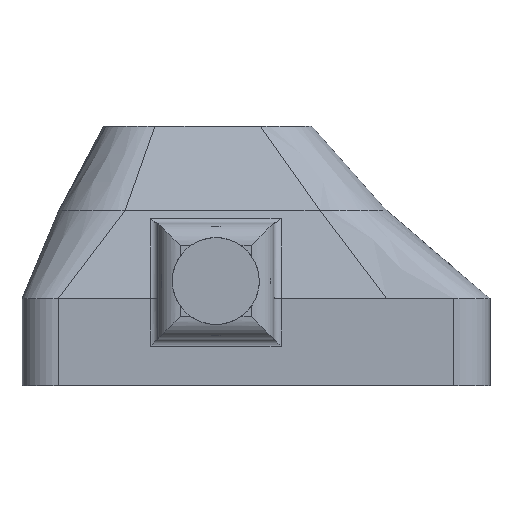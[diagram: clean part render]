
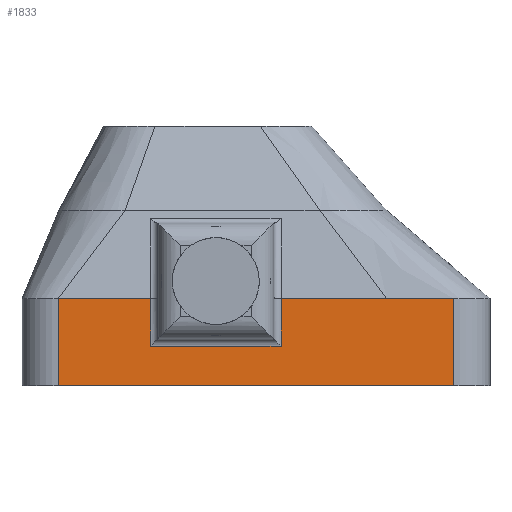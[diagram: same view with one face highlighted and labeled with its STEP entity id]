
A CAD part, front view. The second image highlights one B-rep face of the part: STEP entity #1833.
In plain terms, the highlighted planar face has unit normal (0, -1, 0).
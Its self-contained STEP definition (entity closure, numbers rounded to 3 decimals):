
#174=FACE_OUTER_BOUND('',#277,.T.);
#277=EDGE_LOOP('',(#1471,#1472,#1473,#1474,#1475,#1476,#1477,#1478,#1479));
#372=LINE('',#2599,#580);
#373=LINE('',#2604,#581);
#382=LINE('',#2653,#590);
#383=LINE('',#2656,#591);
#387=LINE('',#2663,#595);
#393=LINE('',#2678,#601);
#421=LINE('',#3153,#629);
#466=LINE('',#3448,#674);
#467=LINE('',#3449,#675);
#580=VECTOR('',#2106,10.);
#581=VECTOR('',#2111,10.);
#590=VECTOR('',#2136,10.);
#591=VECTOR('',#2139,10.);
#595=VECTOR('',#2143,10.);
#601=VECTOR('',#2157,10.);
#629=VECTOR('',#2205,10.);
#674=VECTOR('',#2292,10.);
#675=VECTOR('',#2293,10.);
#775=VERTEX_POINT('',#2596);
#776=VERTEX_POINT('',#2598);
#777=VERTEX_POINT('',#2602);
#778=VERTEX_POINT('',#2603);
#787=VERTEX_POINT('',#2655);
#790=VERTEX_POINT('',#2661);
#795=VERTEX_POINT('',#2676);
#826=VERTEX_POINT('',#3152);
#851=VERTEX_POINT('',#3447);
#954=EDGE_CURVE('',#775,#776,#372,.T.);
#956=EDGE_CURVE('',#777,#778,#373,.T.);
#971=EDGE_CURVE('',#776,#777,#382,.T.);
#972=EDGE_CURVE('',#778,#787,#383,.T.);
#976=EDGE_CURVE('',#790,#775,#387,.T.);
#983=EDGE_CURVE('',#795,#790,#393,.T.);
#1026=EDGE_CURVE('',#787,#826,#421,.T.);
#1075=EDGE_CURVE('',#851,#795,#466,.T.);
#1076=EDGE_CURVE('',#851,#826,#467,.T.);
#1471=ORIENTED_EDGE('',*,*,#983,.F.);
#1472=ORIENTED_EDGE('',*,*,#1075,.F.);
#1473=ORIENTED_EDGE('',*,*,#1076,.T.);
#1474=ORIENTED_EDGE('',*,*,#1026,.F.);
#1475=ORIENTED_EDGE('',*,*,#972,.F.);
#1476=ORIENTED_EDGE('',*,*,#956,.F.);
#1477=ORIENTED_EDGE('',*,*,#971,.F.);
#1478=ORIENTED_EDGE('',*,*,#954,.F.);
#1479=ORIENTED_EDGE('',*,*,#976,.F.);
#1748=PLANE('',#1952);
#1833=ADVANCED_FACE('',(#174),#1748,.T.);
#1952=AXIS2_PLACEMENT_3D('',#3446,#2290,#2291);
#2106=DIRECTION('',(0.,0.,-1.));
#2111=DIRECTION('',(0.,0.,1.));
#2136=DIRECTION('',(1.,0.,0.));
#2139=DIRECTION('',(1.,0.,0.));
#2143=DIRECTION('',(1.,0.,0.));
#2157=DIRECTION('',(0.,0.,1.));
#2205=DIRECTION('',(1.,0.,0.));
#2290=DIRECTION('center_axis',(0.,-1.,0.));
#2291=DIRECTION('ref_axis',(1.,0.,0.));
#2292=DIRECTION('',(-1.,0.,0.));
#2293=DIRECTION('',(0.,0.,1.));
#2596=CARTESIAN_POINT('',(17.744,0.,12.07));
#2598=CARTESIAN_POINT('',(17.744,0.,5.483));
#2599=CARTESIAN_POINT('',(17.744,0.,11.242));
#2602=CARTESIAN_POINT('',(35.744,0.,5.483));
#2603=CARTESIAN_POINT('',(35.744,0.,12.07));
#2604=CARTESIAN_POINT('',(35.744,0.,3.242));
#2653=CARTESIAN_POINT('',(11.872,0.,5.483));
#2655=CARTESIAN_POINT('',(50.324,0.,12.07));
#2656=CARTESIAN_POINT('',(5.,0.,12.07));
#2661=CARTESIAN_POINT('',(5.,0.,12.07));
#2663=CARTESIAN_POINT('',(5.,0.,12.07));
#2676=CARTESIAN_POINT('',(5.,0.,0.));
#2678=CARTESIAN_POINT('',(5.,0.,0.));
#3152=CARTESIAN_POINT('',(59.579,0.,12.07));
#3153=CARTESIAN_POINT('',(5.,0.,12.07));
#3446=CARTESIAN_POINT('Origin',(5.,0.,0.));
#3447=CARTESIAN_POINT('',(59.579,0.,0.));
#3448=CARTESIAN_POINT('',(18.77,0.,0.));
#3449=CARTESIAN_POINT('',(59.579,0.,0.));
